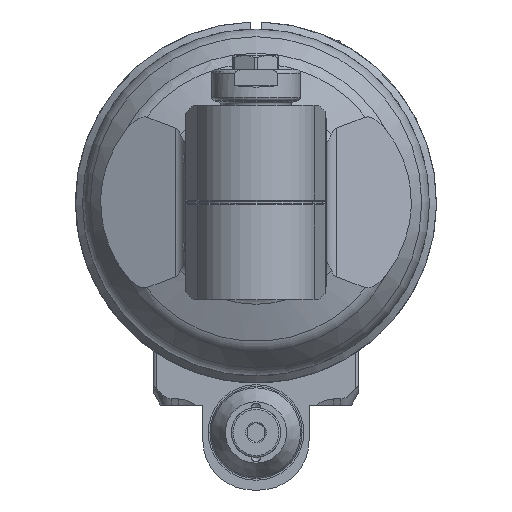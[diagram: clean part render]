
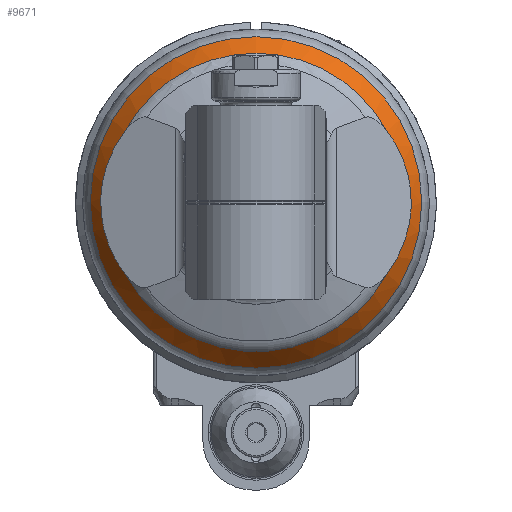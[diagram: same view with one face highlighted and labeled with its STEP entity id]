
A CAD part, front view. The second image highlights one B-rep face of the part: STEP entity #9671.
In plain terms, the highlighted conical face has half-angle 35 degrees and reference radius 44.489 mm.
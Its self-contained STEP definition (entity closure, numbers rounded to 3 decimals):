
#57=ELLIPSE('',#10781,37.215,33.816);
#60=ELLIPSE('',#10789,37.215,33.816);
#1086=CONICAL_SURFACE('',#10795,44.489,0.611);
#1522=FACE_OUTER_BOUND('',#2129,.T.);
#2129=EDGE_LOOP('',(#8434,#8435,#8436,#8437,#8438,#8439,#8440,#8441));
#2782=LINE('',#47173,#3396);
#3396=VECTOR('',#13076,44.489);
#3863=CIRCLE('',#10779,42.148);
#3866=CIRCLE('',#10793,42.148);
#3867=CIRCLE('',#10794,42.148);
#3868=CIRCLE('',#10796,46.83);
#4711=VERTEX_POINT('',#47053);
#4712=VERTEX_POINT('',#47066);
#4713=VERTEX_POINT('',#47081);
#4720=VERTEX_POINT('',#47150);
#4721=VERTEX_POINT('',#47167);
#4722=VERTEX_POINT('',#47171);
#5982=EDGE_CURVE('',#4711,#4712,#3863,.T.);
#5984=EDGE_CURVE('',#4712,#4713,#57,.T.);
#5996=EDGE_CURVE('',#4720,#4711,#60,.T.);
#5998=EDGE_CURVE('',#4713,#4721,#3866,.T.);
#5999=EDGE_CURVE('',#4721,#4720,#3867,.T.);
#6000=EDGE_CURVE('',#4722,#4722,#3868,.T.);
#6001=EDGE_CURVE('',#4722,#4721,#2782,.T.);
#8434=ORIENTED_EDGE('',*,*,#6000,.F.);
#8435=ORIENTED_EDGE('',*,*,#6001,.T.);
#8436=ORIENTED_EDGE('',*,*,#5998,.F.);
#8437=ORIENTED_EDGE('',*,*,#5984,.F.);
#8438=ORIENTED_EDGE('',*,*,#5982,.F.);
#8439=ORIENTED_EDGE('',*,*,#5996,.F.);
#8440=ORIENTED_EDGE('',*,*,#5999,.F.);
#8441=ORIENTED_EDGE('',*,*,#6001,.F.);
#9671=ADVANCED_FACE('',(#1522),#1086,.T.);
#10779=AXIS2_PLACEMENT_3D('',#47067,#13038,#13039);
#10781=AXIS2_PLACEMENT_3D('',#47082,#13042,#13043);
#10789=AXIS2_PLACEMENT_3D('',#47163,#13060,#13061);
#10793=AXIS2_PLACEMENT_3D('',#47168,#13068,#13069);
#10794=AXIS2_PLACEMENT_3D('',#47169,#13070,#13071);
#10795=AXIS2_PLACEMENT_3D('',#47170,#13072,#13073);
#10796=AXIS2_PLACEMENT_3D('',#47172,#13074,#13075);
#13038=DIRECTION('center_axis',(1.,0.,0.));
#13039=DIRECTION('ref_axis',(0.,1.,0.));
#13042=DIRECTION('center_axis',(0.94,0.,0.342));
#13043=DIRECTION('ref_axis',(-0.342,0.,0.94));
#13060=DIRECTION('center_axis',(0.94,0.,-0.342));
#13061=DIRECTION('ref_axis',(0.342,0.,0.94));
#13068=DIRECTION('center_axis',(1.,0.,0.));
#13069=DIRECTION('ref_axis',(0.,-0.476,0.88));
#13070=DIRECTION('center_axis',(1.,0.,0.));
#13071=DIRECTION('ref_axis',(0.,-0.476,0.88));
#13072=DIRECTION('center_axis',(-1.,0.,0.));
#13073=DIRECTION('ref_axis',(0.,1.,0.));
#13074=DIRECTION('center_axis',(-1.,0.,0.));
#13075=DIRECTION('ref_axis',(0.,1.,0.));
#13076=DIRECTION('',(0.819,0.574,0.));
#47053=CARTESIAN_POINT('',(57.786,20.051,-37.073));
#47066=CARTESIAN_POINT('',(57.786,20.051,37.073));
#47067=CARTESIAN_POINT('Origin',(57.786,0.,0.));
#47081=CARTESIAN_POINT('',(57.786,-20.051,37.073));
#47082=CARTESIAN_POINT('Origin',(68.036,0.,8.913));
#47150=CARTESIAN_POINT('',(57.786,-20.051,-37.073));
#47163=CARTESIAN_POINT('Origin',(68.036,0.,
-8.913));
#47167=CARTESIAN_POINT('',(57.786,-42.148,0.));
#47168=CARTESIAN_POINT('Origin',(57.786,0.,0.));
#47169=CARTESIAN_POINT('Origin',(57.786,0.,0.));
#47170=CARTESIAN_POINT('Origin',(54.443,0.,0.));
#47171=CARTESIAN_POINT('',(51.099,-46.83,0.));
#47172=CARTESIAN_POINT('Origin',(51.099,0.,0.));
#47173=CARTESIAN_POINT('',(54.443,-44.489,0.));
